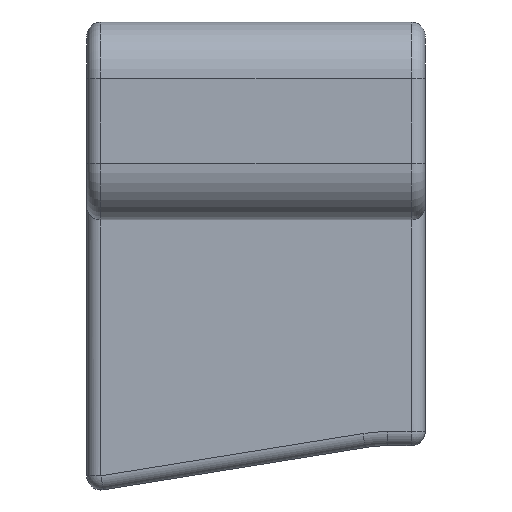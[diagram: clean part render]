
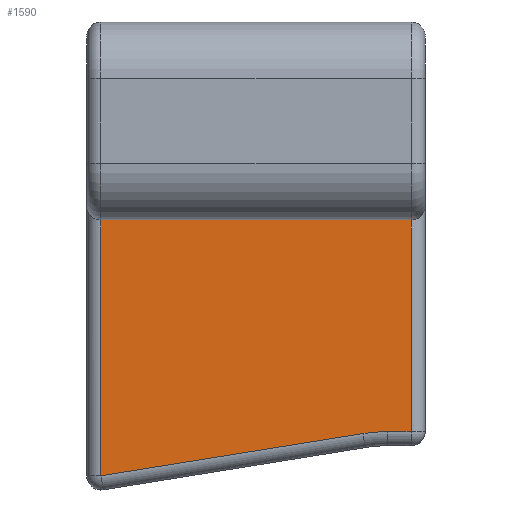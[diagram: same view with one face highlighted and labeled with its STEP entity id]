
A CAD part, front view. The second image highlights one B-rep face of the part: STEP entity #1590.
In plain terms, the highlighted planar face has unit normal (0, -1, 0).
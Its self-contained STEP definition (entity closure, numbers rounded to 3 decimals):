
#165=FACE_OUTER_BOUND('',#275,.T.);
#275=EDGE_LOOP('',(#1301,#1302,#1303,#1304,#1305,#1306));
#406=CIRCLE('',#1798,2.75);
#470=LINE('',#2692,#574);
#511=LINE('',#2924,#615);
#514=LINE('',#2938,#618);
#515=LINE('',#2944,#619);
#516=LINE('',#2947,#620);
#574=VECTOR('',#2007,10.);
#615=VECTOR('',#2240,10.);
#618=VECTOR('',#2257,10.);
#619=VECTOR('',#2266,10.);
#620=VECTOR('',#2271,1.);
#712=VERTEX_POINT('',#2686);
#714=VERTEX_POINT('',#2690);
#769=VERTEX_POINT('',#2923);
#771=VERTEX_POINT('',#2929);
#773=VERTEX_POINT('',#2935);
#774=VERTEX_POINT('',#2943);
#857=EDGE_CURVE('',#714,#712,#470,.T.);
#956=EDGE_CURVE('',#712,#769,#511,.T.);
#961=EDGE_CURVE('',#769,#771,#406,.T.);
#964=EDGE_CURVE('',#771,#773,#514,.T.);
#966=EDGE_CURVE('',#773,#774,#515,.T.);
#968=EDGE_CURVE('',#774,#714,#516,.T.);
#1301=ORIENTED_EDGE('',*,*,#857,.F.);
#1302=ORIENTED_EDGE('',*,*,#968,.F.);
#1303=ORIENTED_EDGE('',*,*,#966,.F.);
#1304=ORIENTED_EDGE('',*,*,#964,.F.);
#1305=ORIENTED_EDGE('',*,*,#961,.F.);
#1306=ORIENTED_EDGE('',*,*,#956,.F.);
#1517=PLANE('',#1806);
#1590=ADVANCED_FACE('',(#165),#1517,.F.);
#1798=AXIS2_PLACEMENT_3D('',#2933,#2250,#2251);
#1806=AXIS2_PLACEMENT_3D('',#2946,#2269,#2270);
#2007=DIRECTION('',(0.,0.,-1.));
#2240=DIRECTION('',(-1.,0.,0.));
#2250=DIRECTION('center_axis',(0.,-1.,0.));
#2251=DIRECTION('ref_axis',(-0.08,0.,0.997));
#2257=DIRECTION('',(-0.987,0.,-0.159));
#2266=DIRECTION('',(0.,0.,1.));
#2269=DIRECTION('center_axis',(0.,1.,0.));
#2270=DIRECTION('ref_axis',(0.,0.,1.));
#2271=DIRECTION('',(1.,0.,0.));
#2686=CARTESIAN_POINT('',(-44.636,60.37,3.758));
#2690=CARTESIAN_POINT('',(-44.636,60.37,7.5));
#2692=CARTESIAN_POINT('',(-44.636,60.37,9.125));
#2923=CARTESIAN_POINT('',(-45.049,60.37,3.758));
#2924=CARTESIAN_POINT('',(-42.873,60.37,3.758));
#2929=CARTESIAN_POINT('',(-45.486,60.37,3.723));
#2933=CARTESIAN_POINT('Origin',(-45.049,60.37,1.008));
#2935=CARTESIAN_POINT('',(-50.119,60.37,2.976));
#2938=CARTESIAN_POINT('',(-50.802,60.37,2.866));
#2943=CARTESIAN_POINT('',(-50.119,60.37,7.5));
#2944=CARTESIAN_POINT('',(-50.119,60.37,9.125));
#2946=CARTESIAN_POINT('Origin',(-44.25,60.37,6.75));
#2947=CARTESIAN_POINT('',(-45.865,60.37,7.5));
